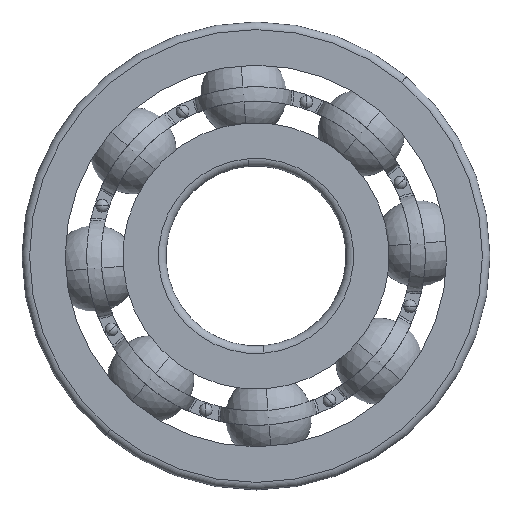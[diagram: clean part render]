
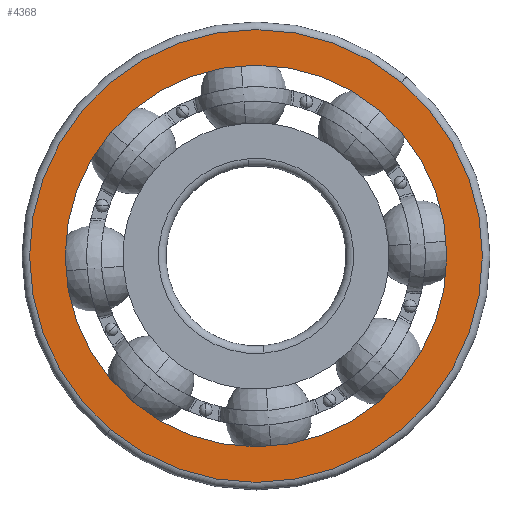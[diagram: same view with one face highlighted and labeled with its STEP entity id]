
A CAD part, left-side view. The second image highlights one B-rep face of the part: STEP entity #4368.
In plain terms, the highlighted planar face has unit normal (-1, 0, 0).
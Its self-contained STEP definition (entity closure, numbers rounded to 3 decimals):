
#65 = FACE_OUTER_BOUND ( 'NONE', #3906, .T. ) ;
#622 = DIRECTION ( 'NONE',  ( 0., 0., -1. ) ) ;
#686 = CIRCLE ( 'NONE', #3352, 53. ) ;
#907 = CIRCLE ( 'NONE', #5714, 62.9 ) ;
#1061 = PLANE ( 'NONE',  #3548 ) ;
#1599 = ORIENTED_EDGE ( 'NONE', *, *, #4348, .F. ) ;
#1746 = ORIENTED_EDGE ( 'NONE', *, *, #4947, .T. ) ;
#2005 = FACE_BOUND ( 'NONE', #6064, .T. ) ;
#2170 = VERTEX_POINT ( 'NONE', #4912 ) ;
#2438 = AXIS2_PLACEMENT_3D ( 'NONE', #3004, #5008, #622 ) ;
#2505 = ORIENTED_EDGE ( 'NONE', *, *, #3561, .T. ) ;
#2545 = DIRECTION ( 'NONE',  ( 0., 0., -1. ) ) ;
#2602 = VERTEX_POINT ( 'NONE', #4050 ) ;
#2616 = CARTESIAN_POINT ( 'NONE',  ( -15.5, 0., 0. ) ) ;
#2652 = DIRECTION ( 'NONE',  ( -1., 0., 0. ) ) ;
#2999 = DIRECTION ( 'NONE',  ( 1., 0., 0. ) ) ;
#3004 = CARTESIAN_POINT ( 'NONE',  ( -15.5, 0., 0. ) ) ;
#3030 = DIRECTION ( 'NONE',  ( -1., 0., 0. ) ) ;
#3074 = DIRECTION ( 'NONE',  ( 0., 0., 1. ) ) ;
#3352 = AXIS2_PLACEMENT_3D ( 'NONE', #2616, #2652, #3074 ) ;
#3417 = DIRECTION ( 'NONE',  ( -1., 0., 0. ) ) ;
#3455 = CIRCLE ( 'NONE', #3888, 53. ) ;
#3548 = AXIS2_PLACEMENT_3D ( 'NONE', #3985, #2999, #2545 ) ;
#3561 = EDGE_CURVE ( 'NONE', #3785, #2602, #907, .T. ) ;
#3614 = CARTESIAN_POINT ( 'NONE',  ( -15.5, 0., 0. ) ) ;
#3785 = VERTEX_POINT ( 'NONE', #4284 ) ;
#3888 = AXIS2_PLACEMENT_3D ( 'NONE', #3614, #3030, #6062 ) ;
#3906 = EDGE_LOOP ( 'NONE', ( #2505, #1746 ) ) ;
#3985 = CARTESIAN_POINT ( 'NONE',  ( -15.5, 65., 0. ) ) ;
#3989 = EDGE_CURVE ( 'NONE', #4836, #2170, #686, .T. ) ;
#4050 = CARTESIAN_POINT ( 'NONE',  ( -15.5, 0., 62.9 ) ) ;
#4284 = CARTESIAN_POINT ( 'NONE',  ( -15.5, 0., -62.9 ) ) ;
#4348 = EDGE_CURVE ( 'NONE', #2170, #4836, #3455, .T. ) ;
#4368 = ADVANCED_FACE ( 'NONE', ( #65, #2005 ), #1061, .F. ) ;
#4813 = CIRCLE ( 'NONE', #2438, 62.9 ) ;
#4836 = VERTEX_POINT ( 'NONE', #6170 ) ;
#4912 = CARTESIAN_POINT ( 'NONE',  ( -15.5, 0., 53. ) ) ;
#4929 = DIRECTION ( 'NONE',  ( 0., 0., -1. ) ) ;
#4947 = EDGE_CURVE ( 'NONE', #2602, #3785, #4813, .T. ) ;
#5008 = DIRECTION ( 'NONE',  ( -1., 0., 0. ) ) ;
#5352 = CARTESIAN_POINT ( 'NONE',  ( -15.5, 0., 0. ) ) ;
#5666 = ORIENTED_EDGE ( 'NONE', *, *, #3989, .F. ) ;
#5714 = AXIS2_PLACEMENT_3D ( 'NONE', #5352, #3417, #4929 ) ;
#6062 = DIRECTION ( 'NONE',  ( 0., 0., 1. ) ) ;
#6064 = EDGE_LOOP ( 'NONE', ( #1599, #5666 ) ) ;
#6170 = CARTESIAN_POINT ( 'NONE',  ( -15.5, 0., -53. ) ) ;
